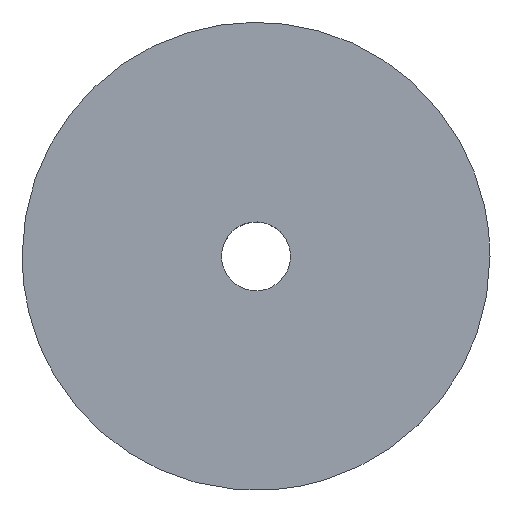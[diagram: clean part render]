
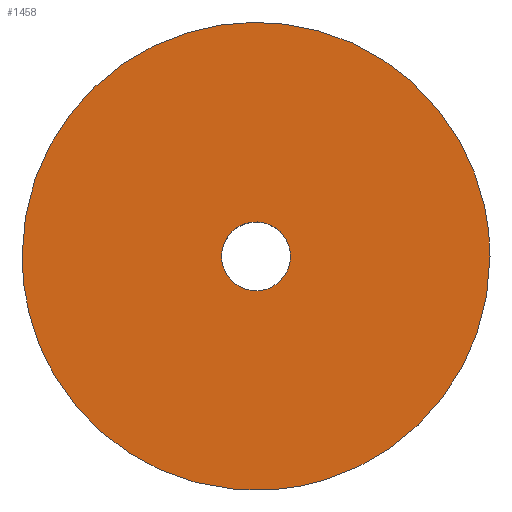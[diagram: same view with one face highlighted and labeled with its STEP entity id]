
A CAD part, top view. The second image highlights one B-rep face of the part: STEP entity #1458.
In plain terms, the highlighted free-form (B-spline) face has degree [1, 1] with [2, 2] control points.
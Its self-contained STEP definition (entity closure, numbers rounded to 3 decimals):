
#526=CARTESIAN_POINT('',(1.334,-16.948,18.));
#527=VERTEX_POINT('',#526);
#533=CARTESIAN_POINT('',(-15.808,-6.254,18.));
#534=VERTEX_POINT('',#533);
#535=CARTESIAN_POINT('',(1.334,-16.948,18.));
#536=CARTESIAN_POINT('',(0.668,-17.,18.));
#537=CARTESIAN_POINT('',(0.,-17.,18.));
#538=CARTESIAN_POINT('',(-11.556,-17.,18.));
#539=CARTESIAN_POINT('',(-15.808,-6.254,18.));
#547=(BOUNDED_CURVE()B_SPLINE_CURVE(2,(#535,#536,#537,#538,#539),.UNSPECIFIED.,.F.,.U.)B_SPLINE_CURVE_WITH_KNOTS((3,2,3),(0.736,0.75,0.938),.UNSPECIFIED.)CURVE()GEOMETRIC_REPRESENTATION_ITEM()RATIONAL_B_SPLINE_CURVE((0.97,0.984,1.0,0.78,0.89))REPRESENTATION_ITEM(''));
#548=EDGE_CURVE('',#527,#534,#547,.T.);
#600=CARTESIAN_POINT('',(-17.0,0.0,18.0));
#601=VERTEX_POINT('',#600);
#602=CARTESIAN_POINT('',(-15.808,-6.254,18.));
#603=CARTESIAN_POINT('',(-17.,-3.241,18.));
#604=CARTESIAN_POINT('',(-17.0,0.0,18.0));
#612=(BOUNDED_CURVE()B_SPLINE_CURVE(2,(#602,#603,#604),.UNSPECIFIED.,.F.,.U.)B_SPLINE_CURVE_WITH_KNOTS((3,3),(0.938,1.0),.UNSPECIFIED.)CURVE()GEOMETRIC_REPRESENTATION_ITEM()RATIONAL_B_SPLINE_CURVE((0.89,0.927,1.0))REPRESENTATION_ITEM(''));
#613=EDGE_CURVE('',#534,#601,#612,.T.);
#615=CARTESIAN_POINT('',(17.0,0.0,18.0));
#616=VERTEX_POINT('',#615);
#617=CARTESIAN_POINT('',(-17.0,0.0,18.0));
#618=CARTESIAN_POINT('',(-17.,17.,18.));
#619=CARTESIAN_POINT('',(0.0,17.0,18.0));
#620=CARTESIAN_POINT('',(17.,17.,18.));
#621=CARTESIAN_POINT('',(17.0,0.0,18.0));
#629=(BOUNDED_CURVE()B_SPLINE_CURVE(2,(#617,#618,#619,#620,#621),.UNSPECIFIED.,.F.,.U.)B_SPLINE_CURVE_WITH_KNOTS((3,2,3),(0.0,0.25,0.5),.UNSPECIFIED.)CURVE()GEOMETRIC_REPRESENTATION_ITEM()RATIONAL_B_SPLINE_CURVE((1.0,0.707,1.0,0.707,1.0))REPRESENTATION_ITEM(''));
#630=EDGE_CURVE('',#601,#616,#629,.T.);
#632=CARTESIAN_POINT('',(17.0,0.0,18.0));
#633=CARTESIAN_POINT('',(17.,-15.715,18.));
#634=CARTESIAN_POINT('',(1.334,-16.948,18.));
#642=(BOUNDED_CURVE()B_SPLINE_CURVE(2,(#632,#633,#634),.UNSPECIFIED.,.F.,.U.)B_SPLINE_CURVE_WITH_KNOTS((3,3),(0.5,0.736),.UNSPECIFIED.)CURVE()GEOMETRIC_REPRESENTATION_ITEM()RATIONAL_B_SPLINE_CURVE((1.0,0.723,0.97))REPRESENTATION_ITEM(''));
#643=EDGE_CURVE('',#616,#527,#642,.T.);
#731=CARTESIAN_POINT('',(-0.295,2.483,18.0));
#732=VERTEX_POINT('',#731);
#733=CARTESIAN_POINT('',(2.5,0.0,18.0));
#734=VERTEX_POINT('',#733);
#735=CARTESIAN_POINT('',(-0.295,2.483,18.));
#736=CARTESIAN_POINT('',(-0.148,2.5,18.));
#737=CARTESIAN_POINT('',(0.0,2.5,18.0));
#738=CARTESIAN_POINT('',(2.5,2.5,18.));
#739=CARTESIAN_POINT('',(2.5,0.0,18.0));
#747=(BOUNDED_CURVE()B_SPLINE_CURVE(2,(#735,#736,#737,#738,#739),.UNSPECIFIED.,.F.,.U.)B_SPLINE_CURVE_WITH_KNOTS((3,2,3),(0.23,0.25,0.5),.UNSPECIFIED.)CURVE()GEOMETRIC_REPRESENTATION_ITEM()RATIONAL_B_SPLINE_CURVE((0.956,0.976,1.0,0.707,1.0))REPRESENTATION_ITEM(''));
#748=EDGE_CURVE('',#732,#734,#747,.T.);
#789=CARTESIAN_POINT('',(0.153,-2.495,18.0));
#790=VERTEX_POINT('',#789);
#796=CARTESIAN_POINT('',(2.5,0.0,18.0));
#797=CARTESIAN_POINT('',(2.5,-2.352,18.));
#798=CARTESIAN_POINT('',(0.153,-2.495,18.0));
#806=(BOUNDED_CURVE()B_SPLINE_CURVE(2,(#796,#797,#798),.UNSPECIFIED.,.F.,.U.)B_SPLINE_CURVE_WITH_KNOTS((3,3),(0.5,0.739),.UNSPECIFIED.)CURVE()GEOMETRIC_REPRESENTATION_ITEM()RATIONAL_B_SPLINE_CURVE((1.0,0.72,0.976))REPRESENTATION_ITEM(''));
#807=EDGE_CURVE('',#734,#790,#806,.T.);
#830=CARTESIAN_POINT('',(-2.5,0.0,18.0));
#831=VERTEX_POINT('',#830);
#832=CARTESIAN_POINT('',(-2.5,0.0,18.0));
#833=CARTESIAN_POINT('',(-2.5,2.22,18.0));
#834=CARTESIAN_POINT('',(-0.295,2.483,18.));
#842=(BOUNDED_CURVE()B_SPLINE_CURVE(2,(#832,#833,#834),.UNSPECIFIED.,.F.,.U.)B_SPLINE_CURVE_WITH_KNOTS((3,3),(0.0,0.23),.UNSPECIFIED.)CURVE()GEOMETRIC_REPRESENTATION_ITEM()RATIONAL_B_SPLINE_CURVE((1.0,0.731,0.956))REPRESENTATION_ITEM(''));
#843=EDGE_CURVE('',#831,#732,#842,.T.);
#845=CARTESIAN_POINT('',(0.153,-2.495,18.));
#846=CARTESIAN_POINT('',(0.076,-2.5,18.));
#847=CARTESIAN_POINT('',(0.0,-2.5,18.0));
#848=CARTESIAN_POINT('',(-2.5,-2.5,18.));
#849=CARTESIAN_POINT('',(-2.5,0.0,18.0));
#857=(BOUNDED_CURVE()B_SPLINE_CURVE(2,(#845,#846,#847,#848,#849),.UNSPECIFIED.,.F.,.U.)B_SPLINE_CURVE_WITH_KNOTS((3,2,3),(0.739,0.75,1.0),.UNSPECIFIED.)CURVE()GEOMETRIC_REPRESENTATION_ITEM()RATIONAL_B_SPLINE_CURVE((0.976,0.988,1.0,0.707,1.0))REPRESENTATION_ITEM(''));
#858=EDGE_CURVE('',#790,#831,#857,.T.);
#1441=CARTESIAN_POINT('',(18.698,-18.698,18.0));
#1442=CARTESIAN_POINT('',(-18.698,-18.698,18.0));
#1443=CARTESIAN_POINT('',(18.698,18.698,18.0));
#1444=CARTESIAN_POINT('',(-18.698,18.698,18.0));
#1445=B_SPLINE_SURFACE_WITH_KNOTS('',1,1,((#1441,#1443),(#1442,#1444)),.UNSPECIFIED.,.F.,.F.,.U.,(2,2),(2,2),(0.0,37.397),(0.0,37.396),.UNSPECIFIED.);
#1446=ORIENTED_EDGE('',*,*,#613,.F.);
#1447=ORIENTED_EDGE('',*,*,#548,.F.);
#1448=ORIENTED_EDGE('',*,*,#643,.F.);
#1449=ORIENTED_EDGE('',*,*,#630,.F.);
#1450=EDGE_LOOP('',(#1446,#1447,#1448,#1449));
#1451=FACE_OUTER_BOUND('',#1450,.T.);
#1452=ORIENTED_EDGE('',*,*,#807,.T.);
#1453=ORIENTED_EDGE('',*,*,#858,.T.);
#1454=ORIENTED_EDGE('',*,*,#843,.T.);
#1455=ORIENTED_EDGE('',*,*,#748,.T.);
#1456=EDGE_LOOP('',(#1452,#1453,#1454,#1455));
#1457=FACE_BOUND('',#1456,.T.);
#1458=ADVANCED_FACE('',(#1451,#1457),#1445,.F.);
